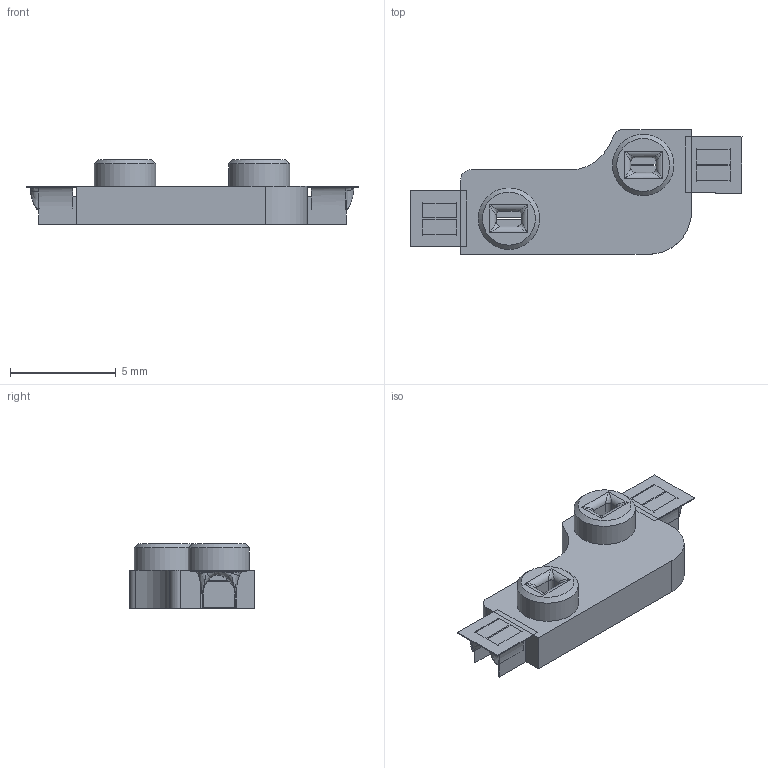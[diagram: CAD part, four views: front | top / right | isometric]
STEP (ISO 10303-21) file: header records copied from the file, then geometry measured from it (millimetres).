
FILE_DESCRIPTION(/* description */ (''),/* implementation_level */ '2;1');
FILE_NAME(/* name */ 'kailh cherry socket Soldered.step',/* time_stamp */ '2020-09-08T20:39:10+09:00',/* author */ (''),/* organization */ (''),/* preprocessor_version */ 'ST-DEVELOPER v18.1',/* originating_system */ 'Autodesk Translation Framework v9.3.0.1241',/* authorisation */ '');
FILE_SCHEMA (('AUTOMOTIVE_DESIGN { 1 0 10303 214 3 1 1 }'));
Length unit declared in the file: millimetre
Products named in the file (1): kailh cherry socket
Bounding box: 15.69 x 5.89 x 3.05 mm (x, y, z)
Volume: 95.3 mm3; surface area: 353.4 mm2
Topology: 5 solids, 5 shells, 191 faces, 501 edges, 310 vertices
Faces by surface type: plane 117, cylinder 43, bspline 29, cone 2
Full cylindrical faces by diameter (mm): 2.9 x2
Entity records: 7305 total; most frequent: CARTESIAN_POINT 2720, ORIENTED_EDGE 974, DIRECTION 871, EDGE_CURVE 487, LINE 353, VECTOR 353, VERTEX_POINT 310, AXIS2_PLACEMENT_3D 259
